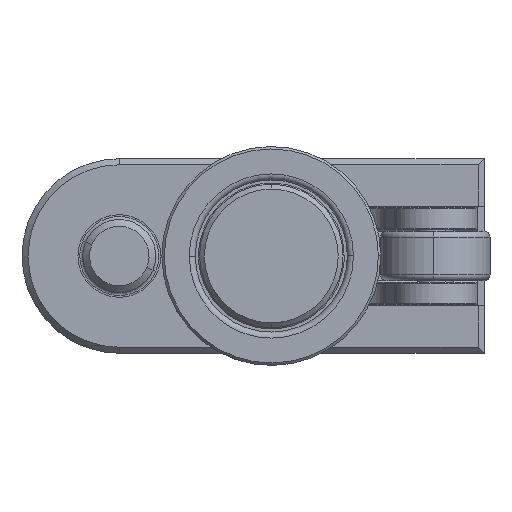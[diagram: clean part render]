
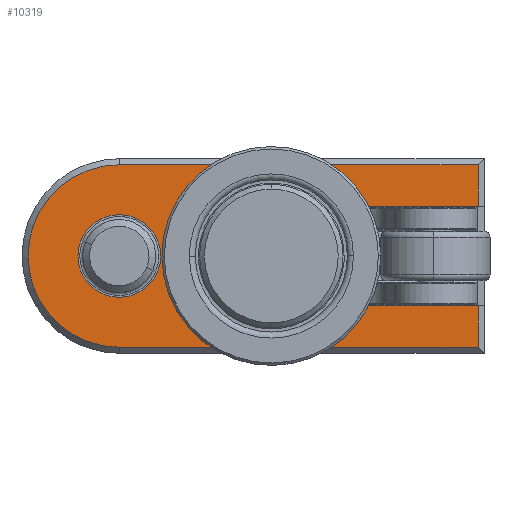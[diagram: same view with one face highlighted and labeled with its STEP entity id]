
A CAD part, front view. The second image highlights one B-rep face of the part: STEP entity #10319.
In plain terms, the highlighted face is planar.
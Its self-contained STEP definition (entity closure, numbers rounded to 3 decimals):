
#146 = DIRECTION ( 'NONE',  ( 0., 1., 0. ) ) ;
#238 = ORIENTED_EDGE ( 'NONE', *, *, #9849, .F. ) ;
#393 = VERTEX_POINT ( 'NONE', #4819 ) ;
#403 = CARTESIAN_POINT ( 'NONE',  ( 0., 20., 0. ) ) ;
#659 = VECTOR ( 'NONE', #9544, 1000. ) ;
#703 = AXIS2_PLACEMENT_3D ( 'NONE', #403, #6014, #3052 ) ;
#717 = DIRECTION ( 'NONE',  ( 1., 0., 0. ) ) ;
#940 = CIRCLE ( 'NONE', #7870, 3.4 ) ;
#1084 = AXIS2_PLACEMENT_3D ( 'NONE', #3239, #8896, #5676 ) ;
#1113 = VERTEX_POINT ( 'NONE', #7979 ) ;
#1160 = DIRECTION ( 'NONE',  ( -1., 0., 0. ) ) ;
#1161 = CARTESIAN_POINT ( 'NONE',  ( 12.5, 20., 3.4 ) ) ;
#1431 = CARTESIAN_POINT ( 'NONE',  ( -17.5, 20., 8. ) ) ;
#1443 = VECTOR ( 'NONE', #7577, 1000. ) ;
#1456 = EDGE_CURVE ( 'NONE', #393, #6140, #3618, .T. ) ;
#1468 = CARTESIAN_POINT ( 'NONE',  ( 12.5, 20., 7.5 ) ) ;
#1520 = ORIENTED_EDGE ( 'NONE', *, *, #1932, .F. ) ;
#1550 = ORIENTED_EDGE ( 'NONE', *, *, #8507, .T. ) ;
#1821 = CARTESIAN_POINT ( 'NONE',  ( 12.5, 20., -3.4 ) ) ;
#1825 = VERTEX_POINT ( 'NONE', #3527 ) ;
#1846 = FACE_OUTER_BOUND ( 'NONE', #8125, .T. ) ;
#1859 = ORIENTED_EDGE ( 'NONE', *, *, #4611, .T. ) ;
#1901 = ORIENTED_EDGE ( 'NONE', *, *, #2598, .F. ) ;
#1922 = CARTESIAN_POINT ( 'NONE',  ( -17., 20., -4.1 ) ) ;
#1931 = ORIENTED_EDGE ( 'NONE', *, *, #4709, .F. ) ;
#1932 = EDGE_CURVE ( 'NONE', #10089, #4084, #940, .T. ) ;
#2041 = CIRCLE ( 'NONE', #1084, 6.9 ) ;
#2052 = VERTEX_POINT ( 'NONE', #9610 ) ;
#2081 = ORIENTED_EDGE ( 'NONE', *, *, #9247, .F. ) ;
#2190 = AXIS2_PLACEMENT_3D ( 'NONE', #8217, #146, #6594 ) ;
#2440 = ORIENTED_EDGE ( 'NONE', *, *, #7280, .F. ) ;
#2464 = AXIS2_PLACEMENT_3D ( 'NONE', #9907, #2485, #7332 ) ;
#2485 = DIRECTION ( 'NONE',  ( 0., 1., 0. ) ) ;
#2598 = EDGE_CURVE ( 'NONE', #9623, #1825, #3733, .T. ) ;
#2915 = ORIENTED_EDGE ( 'NONE', *, *, #1456, .T. ) ;
#3052 = DIRECTION ( 'NONE',  ( 0., 0., 1. ) ) ;
#3239 = CARTESIAN_POINT ( 'NONE',  ( 0., 20., 0. ) ) ;
#3241 = EDGE_CURVE ( 'NONE', #2052, #7559, #5618, .T. ) ;
#3396 = ORIENTED_EDGE ( 'NONE', *, *, #3241, .T. ) ;
#3527 = CARTESIAN_POINT ( 'NONE',  ( 0., 20., -6.9 ) ) ;
#3618 = LINE ( 'NONE', #1922, #1443 ) ;
#3655 = CARTESIAN_POINT ( 'NONE',  ( -17.5, 20., -7.5 ) ) ;
#3733 = CIRCLE ( 'NONE', #2190, 6.9 ) ;
#3814 = CARTESIAN_POINT ( 'NONE',  ( -17., 20., 8. ) ) ;
#3822 = VERTEX_POINT ( 'NONE', #10215 ) ;
#3846 = EDGE_CURVE ( 'NONE', #10149, #2052, #10161, .T. ) ;
#3848 = CARTESIAN_POINT ( 'NONE',  ( -20.753, 20., -4.1 ) ) ;
#4046 = CIRCLE ( 'NONE', #9933, 3.4 ) ;
#4084 = VERTEX_POINT ( 'NONE', #1821 ) ;
#4506 = CARTESIAN_POINT ( 'NONE',  ( 12.5, 20., 0. ) ) ;
#4507 = CARTESIAN_POINT ( 'NONE',  ( 12.5, 20., 0. ) ) ;
#4611 = EDGE_CURVE ( 'NONE', #1113, #10149, #6481, .T. ) ;
#4709 = EDGE_CURVE ( 'NONE', #1825, #3822, #2041, .T. ) ;
#4819 = CARTESIAN_POINT ( 'NONE',  ( -17., 20., -7.5 ) ) ;
#5253 = ORIENTED_EDGE ( 'NONE', *, *, #3846, .T. ) ;
#5485 = PLANE ( 'NONE',  #6163 ) ;
#5618 = CIRCLE ( 'NONE', #2464, 7.5 ) ;
#5670 = CARTESIAN_POINT ( 'NONE',  ( -20.753, 20., 4.1 ) ) ;
#5672 = DIRECTION ( 'NONE',  ( 0., 1., 0. ) ) ;
#5676 = DIRECTION ( 'NONE',  ( 0., 0., 1. ) ) ;
#5779 = CARTESIAN_POINT ( 'NONE',  ( -5.55, 20., 4.1 ) ) ;
#5900 = VECTOR ( 'NONE', #717, 1000. ) ;
#6014 = DIRECTION ( 'NONE',  ( 0., 1., 0. ) ) ;
#6024 = CARTESIAN_POINT ( 'NONE',  ( 0., 20., 6.9 ) ) ;
#6140 = VERTEX_POINT ( 'NONE', #9439 ) ;
#6163 = AXIS2_PLACEMENT_3D ( 'NONE', #1431, #7107, #7915 ) ;
#6242 = DIRECTION ( 'NONE',  ( 0., 0., 1. ) ) ;
#6433 = EDGE_LOOP ( 'NONE', ( #1520, #6772 ) ) ;
#6481 = LINE ( 'NONE', #3814, #659 ) ;
#6527 = VERTEX_POINT ( 'NONE', #5779 ) ;
#6594 = DIRECTION ( 'NONE',  ( 0., 0., 1. ) ) ;
#6730 = VECTOR ( 'NONE', #9444, 1000. ) ;
#6772 = ORIENTED_EDGE ( 'NONE', *, *, #8372, .F. ) ;
#6855 = DIRECTION ( 'NONE',  ( 0., 0., 1. ) ) ;
#7107 = DIRECTION ( 'NONE',  ( 0., 1., 0. ) ) ;
#7280 = EDGE_CURVE ( 'NONE', #6527, #9623, #8971, .T. ) ;
#7332 = DIRECTION ( 'NONE',  ( 0., 0., 1. ) ) ;
#7547 = LINE ( 'NONE', #5670, #5900 ) ;
#7559 = VERTEX_POINT ( 'NONE', #8778 ) ;
#7577 = DIRECTION ( 'NONE',  ( 0., 0., 1. ) ) ;
#7812 = CARTESIAN_POINT ( 'NONE',  ( -17., 20., 7.5 ) ) ;
#7870 = AXIS2_PLACEMENT_3D ( 'NONE', #4507, #10169, #6242 ) ;
#7915 = DIRECTION ( 'NONE',  ( 0., 0., 1. ) ) ;
#7979 = CARTESIAN_POINT ( 'NONE',  ( -17., 20., 4.1 ) ) ;
#8073 = VECTOR ( 'NONE', #1160, 1000. ) ;
#8125 = EDGE_LOOP ( 'NONE', ( #238, #1859, #5253, #3396, #1550, #2915, #2081, #1931, #1901, #2440 ) ) ;
#8190 = LINE ( 'NONE', #3848, #9346 ) ;
#8217 = CARTESIAN_POINT ( 'NONE',  ( 0., 20., 0. ) ) ;
#8372 = EDGE_CURVE ( 'NONE', #4084, #10089, #4046, .T. ) ;
#8507 = EDGE_CURVE ( 'NONE', #7559, #393, #8592, .T. ) ;
#8592 = LINE ( 'NONE', #3655, #8073 ) ;
#8682 = DIRECTION ( 'NONE',  ( -1., 0., 0. ) ) ;
#8778 = CARTESIAN_POINT ( 'NONE',  ( 12.5, 20., -7.5 ) ) ;
#8896 = DIRECTION ( 'NONE',  ( 0., 1., 0. ) ) ;
#8971 = CIRCLE ( 'NONE', #703, 6.9 ) ;
#9190 = FACE_BOUND ( 'NONE', #6433, .T. ) ;
#9247 = EDGE_CURVE ( 'NONE', #3822, #6140, #8190, .T. ) ;
#9346 = VECTOR ( 'NONE', #8682, 1000. ) ;
#9439 = CARTESIAN_POINT ( 'NONE',  ( -17., 20., -4.1 ) ) ;
#9444 = DIRECTION ( 'NONE',  ( 1., 0., 0. ) ) ;
#9544 = DIRECTION ( 'NONE',  ( 0., 0., 1. ) ) ;
#9610 = CARTESIAN_POINT ( 'NONE',  ( 12.5, 20., 7.5 ) ) ;
#9623 = VERTEX_POINT ( 'NONE', #6024 ) ;
#9849 = EDGE_CURVE ( 'NONE', #1113, #6527, #7547, .T. ) ;
#9907 = CARTESIAN_POINT ( 'NONE',  ( 12.5, 20., 0. ) ) ;
#9933 = AXIS2_PLACEMENT_3D ( 'NONE', #4506, #5672, #6855 ) ;
#10089 = VERTEX_POINT ( 'NONE', #1161 ) ;
#10149 = VERTEX_POINT ( 'NONE', #7812 ) ;
#10161 = LINE ( 'NONE', #1468, #6730 ) ;
#10169 = DIRECTION ( 'NONE',  ( 0., 1., 0. ) ) ;
#10215 = CARTESIAN_POINT ( 'NONE',  ( -5.55, 20., -4.1 ) ) ;
#10319 = ADVANCED_FACE ( 'NONE', ( #1846, #9190 ), #5485, .T. ) ;
